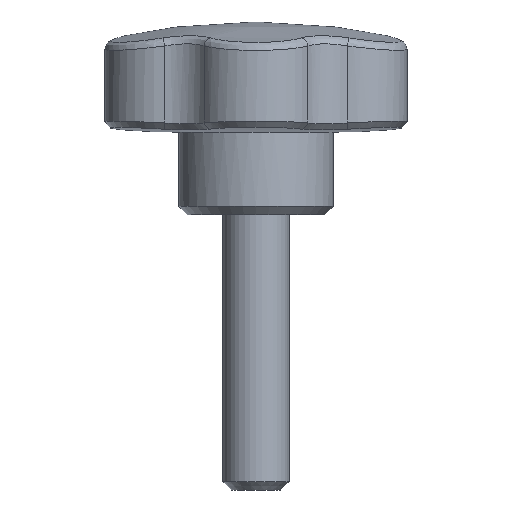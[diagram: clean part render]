
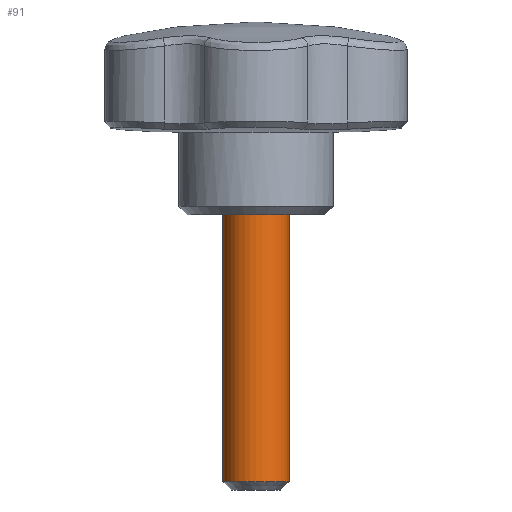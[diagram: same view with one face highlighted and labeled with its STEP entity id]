
A CAD part, front view. The second image highlights one B-rep face of the part: STEP entity #91.
In plain terms, the highlighted cylindrical face has radius 6 mm (diameter 12 mm), a full revolution.
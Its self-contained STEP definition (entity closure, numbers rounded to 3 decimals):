
#91 = ADVANCED_FACE( '', ( #230, #231 ), #232, .T. );
#230 = FACE_OUTER_BOUND( '', #568, .T. );
#231 = FACE_OUTER_BOUND( '', #569, .T. );
#232 = CYLINDRICAL_SURFACE( '', #570, 6. );
#568 = EDGE_LOOP( '', ( #3411 ) );
#569 = EDGE_LOOP( '', ( #3412 ) );
#570 = AXIS2_PLACEMENT_3D( '', #3413, #3414, #3415 );
#3411 = ORIENTED_EDGE( '', *, *, #3818, .T. );
#3412 = ORIENTED_EDGE( '', *, *, #3819, .F. );
#3413 = CARTESIAN_POINT( '', ( 0., 0., 17.5 ) );
#3414 = DIRECTION( '', ( 0., 0., -1. ) );
#3415 = DIRECTION( '', ( -1., 0., 0. ) );
#3818 = EDGE_CURVE( '', #4019, #4019, #4020, .T. );
#3819 = EDGE_CURVE( '', #4021, #4021, #4022, .T. );
#4019 = VERTEX_POINT( '', #4596 );
#4020 = CIRCLE( '', #4597, 6. );
#4021 = VERTEX_POINT( '', #4598 );
#4022 = CIRCLE( '', #4599, 6. );
#4596 = CARTESIAN_POINT( '', ( -6., 0., -48.5 ) );
#4597 = AXIS2_PLACEMENT_3D( '', #6714, #6715, #6716 );
#4598 = CARTESIAN_POINT( '', ( 6., 0., 0. ) );
#4599 = AXIS2_PLACEMENT_3D( '', #6717, #6718, #6719 );
#6714 = CARTESIAN_POINT( '', ( 0., 0., -48.5 ) );
#6715 = DIRECTION( '', ( 0., 0., 1. ) );
#6716 = DIRECTION( '', ( -1., 0., 0. ) );
#6717 = CARTESIAN_POINT( '', ( 0., 0., 0. ) );
#6718 = DIRECTION( '', ( 0., 0., 1. ) );
#6719 = DIRECTION( '', ( 1., 0., 0. ) );
